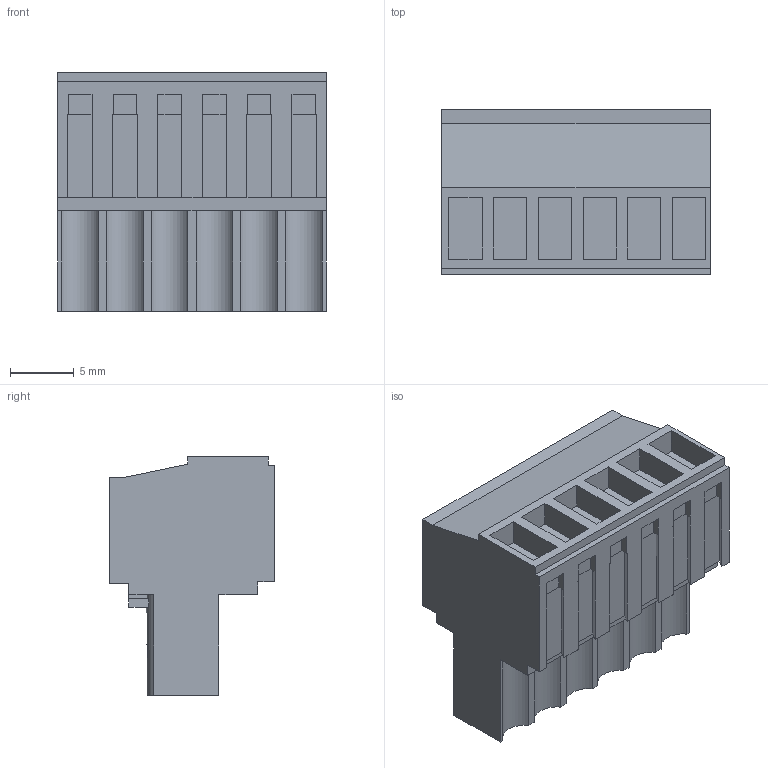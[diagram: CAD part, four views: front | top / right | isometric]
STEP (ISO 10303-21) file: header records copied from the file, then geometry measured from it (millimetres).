
FILE_DESCRIPTION(('CATIA V5 STEP Exchange','CAx-IF Rec.Pracs.--- Model Styling and Organization---1.2---2011-12-15'),'2;1');
FILE_NAME ('D1453064_0_1597400000_1597400000.stp','2017-04-25T09:49:37+00:00',('none'),('Weidmueller'),'CATIA Version 5-6 Release 2014','CATIA V5 STEP AP214','none');
FILE_SCHEMA(('AUTOMOTIVE_DESIGN { 1 0 10303 214 1 1 1 1 }'));
Length unit declared in the file: millimetre
Products named in the file (1): 1597400000
Bounding box: 21 x 12.9 x 18.7 mm (x, y, z)
Volume: 3102.7 mm3; surface area: 2588.8 mm2
Topology: 7 solids, 7 shells, 367 faces, 1027 edges, 698 vertices
Faces by surface type: plane 331, cylinder 36
Entity records: 10909 total; most frequent: ORIENTED_EDGE 2054, CARTESIAN_POINT 1950, DIRECTION 1475, EDGE_CURVE 1027, VECTOR 895, LINE 895, VERTEX_POINT 698, EDGE_LOOP 391
